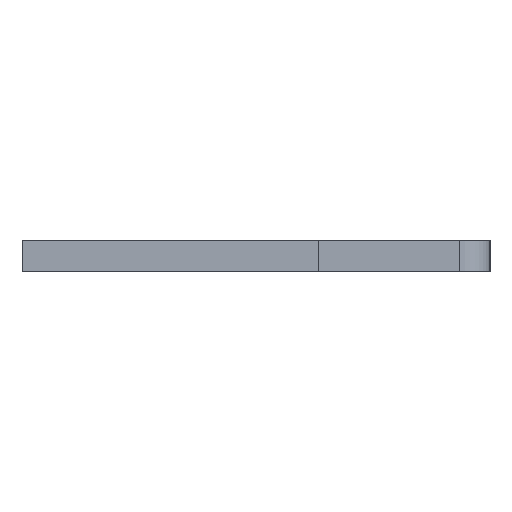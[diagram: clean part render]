
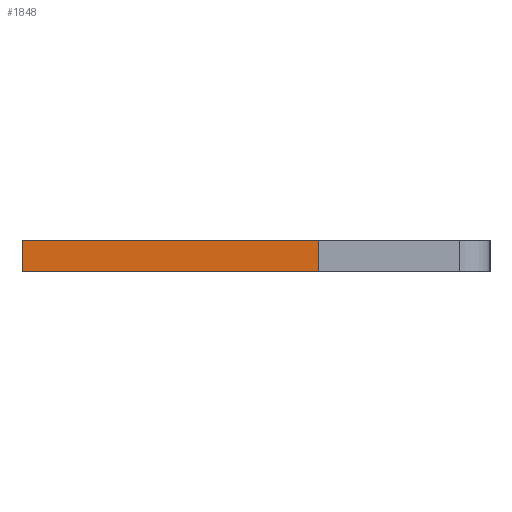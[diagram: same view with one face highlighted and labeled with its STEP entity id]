
A CAD part, left-side view. The second image highlights one B-rep face of the part: STEP entity #1848.
In plain terms, the highlighted face is planar.
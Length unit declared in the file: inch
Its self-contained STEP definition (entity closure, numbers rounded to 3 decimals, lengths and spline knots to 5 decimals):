
#21 = VERTEX_POINT ( 'NONE', #1725 ) ;
#47 = EDGE_LOOP ( 'NONE', ( #2072, #1562, #289, #368 ) ) ;
#102 = CARTESIAN_POINT ( 'NONE',  ( -0.01, -0.04, -0.04 ) ) ;
#133 = CARTESIAN_POINT ( 'NONE',  ( 0.01, 0.15, -0.04 ) ) ;
#138 = DIRECTION ( 'NONE',  ( 0., 1., 0. ) ) ;
#256 = PLANE ( 'NONE',  #2333 ) ;
#283 = DIRECTION ( 'NONE',  ( 0., 0., 1. ) ) ;
#289 = ORIENTED_EDGE ( 'NONE', *, *, #2874, .F. ) ;
#368 = ORIENTED_EDGE ( 'NONE', *, *, #2638, .T. ) ;
#515 = DIRECTION ( 'NONE',  ( 1., 0., 0. ) ) ;
#743 = EDGE_CURVE ( 'NONE', #2395, #2466, #1734, .T. ) ;
#763 = VECTOR ( 'NONE', #2645, 39.37008 ) ;
#835 = LINE ( 'NONE', #1749, #763 ) ;
#860 = VERTEX_POINT ( 'NONE', #1092 ) ;
#965 = CARTESIAN_POINT ( 'NONE',  ( 0.01, 0.15, -0.04 ) ) ;
#1092 = CARTESIAN_POINT ( 'NONE',  ( 0.01, 0.15, -0.04 ) ) ;
#1135 = CARTESIAN_POINT ( 'NONE',  ( 0.01, 0.15, -0.04 ) ) ;
#1227 = EDGE_CURVE ( 'NONE', #860, #2466, #2788, .T. ) ;
#1341 = DIRECTION ( 'NONE',  ( 0., 1., 0. ) ) ;
#1535 = LINE ( 'NONE', #133, #2658 ) ;
#1562 = ORIENTED_EDGE ( 'NONE', *, *, #1227, .F. ) ;
#1725 = CARTESIAN_POINT ( 'NONE',  ( 0.01, -0.04, -0.04 ) ) ;
#1734 = LINE ( 'NONE', #1754, #2677 ) ;
#1749 = CARTESIAN_POINT ( 'NONE',  ( 0.01, -0.04, -0.04 ) ) ;
#1754 = CARTESIAN_POINT ( 'NONE',  ( -0.01, 0.15, -0.04 ) ) ;
#1794 = FACE_OUTER_BOUND ( 'NONE', #47, .T. ) ;
#1834 = DIRECTION ( 'NONE',  ( -1., 0., 0. ) ) ;
#1848 = ADVANCED_FACE ( 'NONE', ( #1794 ), #256, .F. ) ;
#1984 = CARTESIAN_POINT ( 'NONE',  ( -0.01, 0.15, -0.04 ) ) ;
#2072 = ORIENTED_EDGE ( 'NONE', *, *, #743, .T. ) ;
#2178 = VECTOR ( 'NONE', #1834, 39.37008 ) ;
#2333 = AXIS2_PLACEMENT_3D ( 'NONE', #965, #283, #515 ) ;
#2395 = VERTEX_POINT ( 'NONE', #102 ) ;
#2466 = VERTEX_POINT ( 'NONE', #1984 ) ;
#2638 = EDGE_CURVE ( 'NONE', #21, #2395, #835, .T. ) ;
#2645 = DIRECTION ( 'NONE',  ( -1., 0., 0. ) ) ;
#2658 = VECTOR ( 'NONE', #138, 39.37008 ) ;
#2677 = VECTOR ( 'NONE', #1341, 39.37008 ) ;
#2788 = LINE ( 'NONE', #1135, #2178 ) ;
#2874 = EDGE_CURVE ( 'NONE', #21, #860, #1535, .T. ) ;
